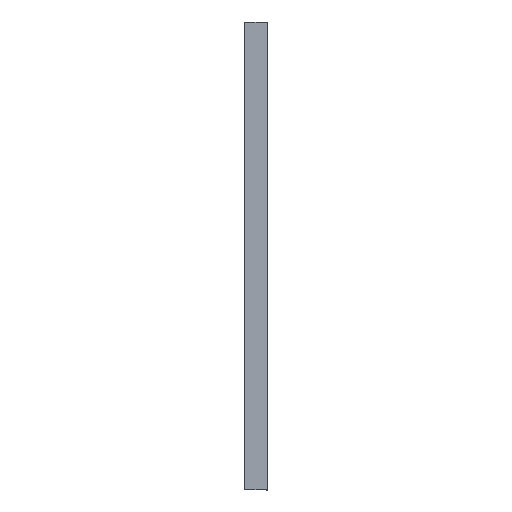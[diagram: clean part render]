
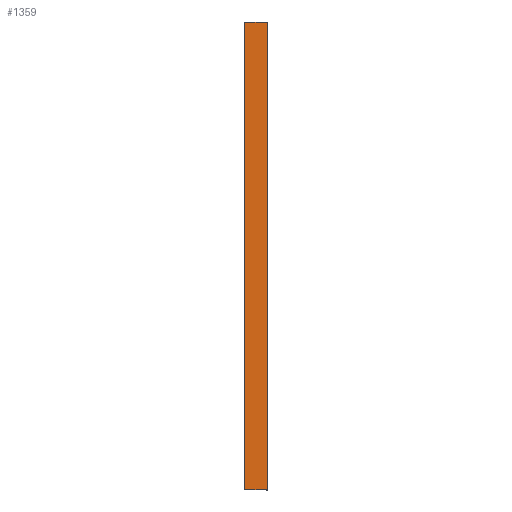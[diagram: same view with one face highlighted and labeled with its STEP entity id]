
A CAD part, front view. The second image highlights one B-rep face of the part: STEP entity #1359.
In plain terms, the highlighted planar face has unit normal (0, -1, 0).
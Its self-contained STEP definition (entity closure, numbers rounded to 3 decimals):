
#165 = CARTESIAN_POINT ( 'NONE',  ( 72., 0., 1500. ) ) ;
#211 = DIRECTION ( 'NONE',  ( 0., 1., 0. ) ) ;
#241 = VERTEX_POINT ( 'NONE', #288 ) ;
#244 = DIRECTION ( 'NONE',  ( 1., 0., 0. ) ) ;
#288 = CARTESIAN_POINT ( 'NONE',  ( 72., 0., -1500. ) ) ;
#353 = VECTOR ( 'NONE', #2232, 1000. ) ;
#473 = LINE ( 'NONE', #3147, #353 ) ;
#501 = VERTEX_POINT ( 'NONE', #2533 ) ;
#584 = EDGE_CURVE ( 'NONE', #1690, #241, #473, .T. ) ;
#769 = VECTOR ( 'NONE', #1954, 1000. ) ;
#969 = VECTOR ( 'NONE', #244, 1000. ) ;
#1037 = FACE_OUTER_BOUND ( 'NONE', #1115, .T. ) ;
#1115 = EDGE_LOOP ( 'NONE', ( #3314, #1637, #2989, #3573 ) ) ;
#1359 = ADVANCED_FACE ( 'NONE', ( #1037 ), #2224, .F. ) ;
#1506 = VECTOR ( 'NONE', #3109, 1000. ) ;
#1637 = ORIENTED_EDGE ( 'NONE', *, *, #584, .F. ) ;
#1655 = VERTEX_POINT ( 'NONE', #1929 ) ;
#1690 = VERTEX_POINT ( 'NONE', #165 ) ;
#1716 = LINE ( 'NONE', #1945, #1506 ) ;
#1929 = CARTESIAN_POINT ( 'NONE',  ( -72., 0., 1500. ) ) ;
#1945 = CARTESIAN_POINT ( 'NONE',  ( -72., 0., 1500. ) ) ;
#1954 = DIRECTION ( 'NONE',  ( 1., 0., 0. ) ) ;
#2224 = PLANE ( 'NONE',  #3580 ) ;
#2232 = DIRECTION ( 'NONE',  ( 0., 0., -1. ) ) ;
#2284 = EDGE_CURVE ( 'NONE', #1655, #501, #1716, .T. ) ;
#2516 = LINE ( 'NONE', #3680, #969 ) ;
#2533 = CARTESIAN_POINT ( 'NONE',  ( -72., 0., -1500. ) ) ;
#2819 = CARTESIAN_POINT ( 'NONE',  ( 0., 0., 1500. ) ) ;
#2948 = EDGE_CURVE ( 'NONE', #1655, #1690, #3115, .T. ) ;
#2989 = ORIENTED_EDGE ( 'NONE', *, *, #2948, .F. ) ;
#3109 = DIRECTION ( 'NONE',  ( 0., 0., -1. ) ) ;
#3115 = LINE ( 'NONE', #3395, #769 ) ;
#3147 = CARTESIAN_POINT ( 'NONE',  ( 72., 0., 1500. ) ) ;
#3314 = ORIENTED_EDGE ( 'NONE', *, *, #3690, .T. ) ;
#3395 = CARTESIAN_POINT ( 'NONE',  ( 0., 0., 1500. ) ) ;
#3402 = DIRECTION ( 'NONE',  ( -1., 0., 0. ) ) ;
#3573 = ORIENTED_EDGE ( 'NONE', *, *, #2284, .T. ) ;
#3580 = AXIS2_PLACEMENT_3D ( 'NONE', #2819, #211, #3402 ) ;
#3680 = CARTESIAN_POINT ( 'NONE',  ( 0., 0., -1500. ) ) ;
#3690 = EDGE_CURVE ( 'NONE', #501, #241, #2516, .T. ) ;
